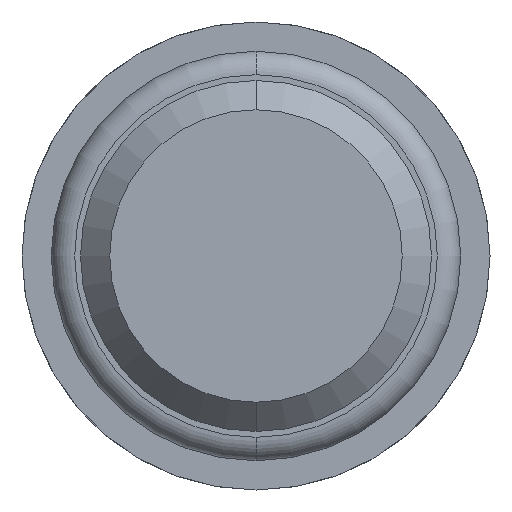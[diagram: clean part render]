
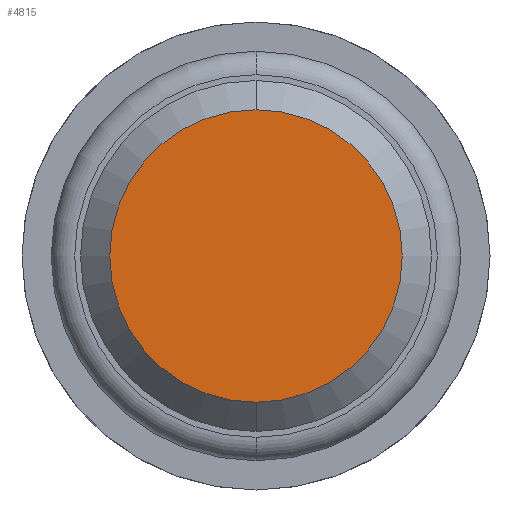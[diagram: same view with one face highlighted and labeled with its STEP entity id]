
A CAD part, front view. The second image highlights one B-rep face of the part: STEP entity #4815.
In plain terms, the highlighted planar face has unit normal (0, -1, 0).
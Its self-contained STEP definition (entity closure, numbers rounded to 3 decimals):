
#330 = AXIS2_PLACEMENT_3D ( 'NONE', #2668, #1302, #1291 ) ;
#499 = CARTESIAN_POINT ( 'NONE',  ( 0., -34.6, 1.25 ) ) ;
#559 = VERTEX_POINT ( 'NONE', #499 ) ;
#592 = CIRCLE ( 'NONE', #2355, 1.25 ) ;
#1059 = FACE_OUTER_BOUND ( 'NONE', #4336, .T. ) ;
#1148 = DIRECTION ( 'NONE',  ( 0., 0., 1. ) ) ;
#1223 = DIRECTION ( 'NONE',  ( 0., -1., 0. ) ) ;
#1291 = DIRECTION ( 'NONE',  ( 0., 0., 1. ) ) ;
#1302 = DIRECTION ( 'NONE',  ( 0., 1., 0. ) ) ;
#1987 = CARTESIAN_POINT ( 'NONE',  ( 0., -34.6, 0. ) ) ;
#2355 = AXIS2_PLACEMENT_3D ( 'NONE', #1987, #1223, #4602 ) ;
#2496 = VERTEX_POINT ( 'NONE', #3203 ) ;
#2660 = AXIS2_PLACEMENT_3D ( 'NONE', #4853, #3399, #1148 ) ;
#2668 = CARTESIAN_POINT ( 'NONE',  ( 0., -34.6, 0. ) ) ;
#2720 = PLANE ( 'NONE',  #330 ) ;
#3203 = CARTESIAN_POINT ( 'NONE',  ( 0., -34.6, -1.25 ) ) ;
#3399 = DIRECTION ( 'NONE',  ( 0., -1., 0. ) ) ;
#3716 = ORIENTED_EDGE ( 'NONE', *, *, #4126, .T. ) ;
#3900 = ORIENTED_EDGE ( 'NONE', *, *, #4751, .T. ) ;
#4126 = EDGE_CURVE ( 'Defeature ausgef�hrt3_4+Defeature ausgef�hrt3_3+Defeature ausgef�hrt3_3+Defeature ausgef�hrt3_3', #559, #2496, #4748, .T. ) ;
#4336 = EDGE_LOOP ( 'NONE', ( #3716, #3900 ) ) ;
#4602 = DIRECTION ( 'NONE',  ( 0., 0., 1. ) ) ;
#4748 = CIRCLE ( 'NONE', #2660, 1.25 ) ;
#4751 = EDGE_CURVE ( 'Defeature ausgef�hrt3_4+Defeature ausgef�hrt3_3+Defeature ausgef�hrt3_3+Defeature ausgef�hrt3_3', #2496, #559, #592, .T. ) ;
#4815 = ADVANCED_FACE ( 'Defeature ausgef�hrt3_4', ( #1059 ), #2720, .F. ) ;
#4853 = CARTESIAN_POINT ( 'NONE',  ( 0., -34.6, 0. ) ) ;
